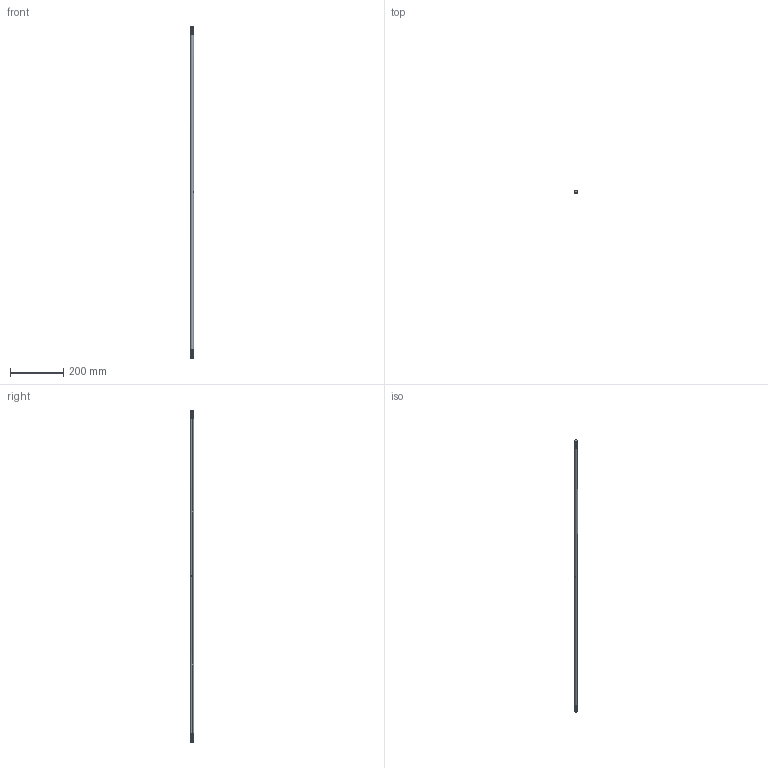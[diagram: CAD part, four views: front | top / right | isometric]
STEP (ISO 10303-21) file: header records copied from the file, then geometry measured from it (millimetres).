
FILE_DESCRIPTION (( 'STEP AP214' ), '1' );
FILE_NAME ('A14_PR12-1250-M12.STEP', '2021-04-16T07:27:06', ( '' ), ( '' ), 'SwSTEP 2.0', 'SolidWorks 2019', '' );
FILE_SCHEMA (( 'AUTOMOTIVE_DESIGN' ));
Length unit declared in the file: millimetre
Products named in the file (1): A14_PR12-1250-M12
Bounding box: 12 x 12 x 1250 mm (x, y, z)
Volume: 140274 mm3; surface area: 48617.7 mm2
Topology: 1 solids, 1 shells, 88 faces, 260 edges, 172 vertices
Faces by surface type: cylinder 74, bspline 6, cone 4, plane 4
Entity records: 11015 total; most frequent: CARTESIAN_POINT 8354, ORIENTED_EDGE 520, EDGE_CURVE 260, DIRECTION 258, VERTEX_POINT 172, FACE_OUTER_BOUND 88, EDGE_LOOP 88, ADVANCED_FACE 88
